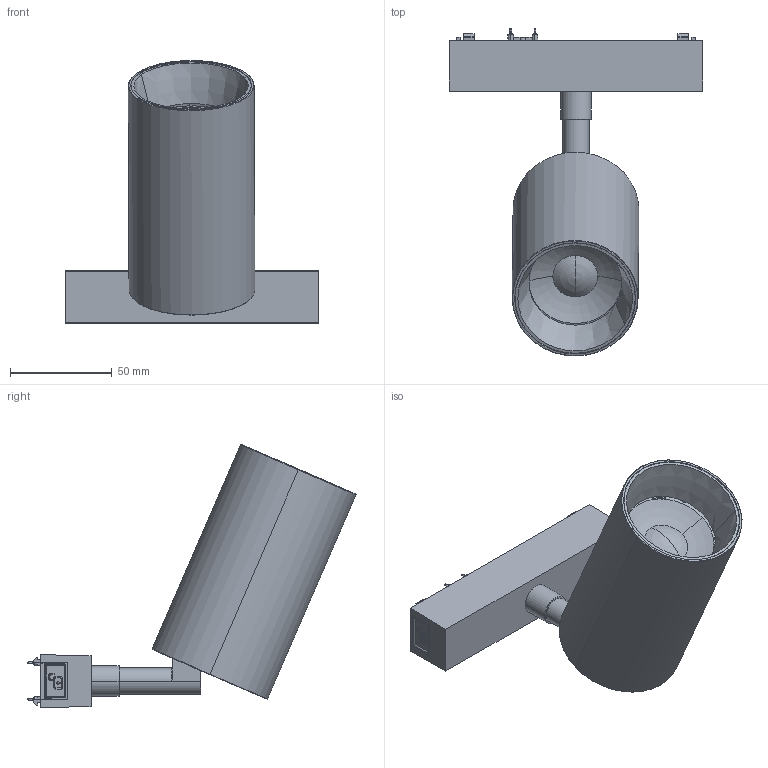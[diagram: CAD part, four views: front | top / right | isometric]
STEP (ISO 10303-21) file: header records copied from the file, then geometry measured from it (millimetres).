
FILE_DESCRIPTION (( 'STEP AP203' ), '1' );
FILE_NAME ('S-SU-26-20W-A3.STEP', '2023-05-10T09:06:58', ( 'ylmfeng' ), ( 'ylmfeng.com' ), 'SwSTEP 2.0', 'SolidWorks 2018', '' );
FILE_SCHEMA (( 'CONFIG_CONTROL_DESIGN' ));
Length unit declared in the file: millimetre
Products named in the file (24): 嫖埭盓殤; 201-A3-20-翋极; S-SU-26-20W-A3; BRIDGELUX V8E嫖埭; ET26-棠柲寢耋芛; 麥芛囀鞠褒蹟佪M3X12; 201-A2蟀諉芛; M4滅侂蹟譫; 201-A3-20-散热器; et26-棠柲寢耋芛; ㄗ18.4ㄘ耳16X耳10.2X1.1mm滅唅縐え; HK 窪嫖50芵噩; 201-B1牷啊盓殤; 埴芛坋趼蹟佪M3X6; M10X11.8埴芛祅晚挴奪; 201-A3-20-腑芠; A3嫖埭+芵噩; 201-A3-20-腑极; 201-A3綴裔; 耳13.5X耳10X0.3 疏檢貌侗; 20X16X3.0mm棠沺; 圆柱头内六角螺丝-M4X25; 201-A3ヶ欶; HK 窪嫖50-24芵噩盓殤
Assembly tree (24 placements, depth 4):
  S-SU-26-20W-A3
    ET26-棠柲寢耋芛
      et26-棠柲寢耋芛
      20X16X3.0mm棠沺
      M10X11.8埴芛祅晚挴奪
      ㄗ18.4ㄘ耳16X耳10.2X1.1mm滅唅縐え
      耳13.5X耳10X0.3 疏檢貌侗
    201-A2蟀諉芛
    201-B1牷啊盓殤
    201-A3-20-翋极
      201-A3-20-腑极
        201-A3-20-腑芠
        201-A3-20-散热器
      201-A3綴裔
      麥芛囀鞠褒蹟佪M3X12
      A3嫖埭+芵噩
        BRIDGELUX V8E嫖埭
        嫖埭盓殤
        埴芛坋趼蹟佪M3X6  x2
        HK 窪嫖50-24芵噩盓殤
        HK 窪嫖50芵噩
        201-A3ヶ欶
    圆柱头内六角螺丝-M4X25
    M4滅侂蹟譫
Bounding box: 125 x 161.69 x 129.57 mm (x, y, z)
Volume: 153329.7 mm3; surface area: 156559 mm2
Topology: 19 solids, 33 shells, 2997 faces, 8451 edges, 5547 vertices
Faces by surface type: plane 1628, cylinder 757, cone 279, bspline 276, torus 57
Entity records: 114883 total; most frequent: CARTESIAN_POINT 36789, ORIENTED_EDGE 16738, DIRECTION 14641, EDGE_CURVE 8375, VERTEX_POINT 5509, AXIS2_PLACEMENT_3D 4891, VECTOR 4859, LINE 4859
